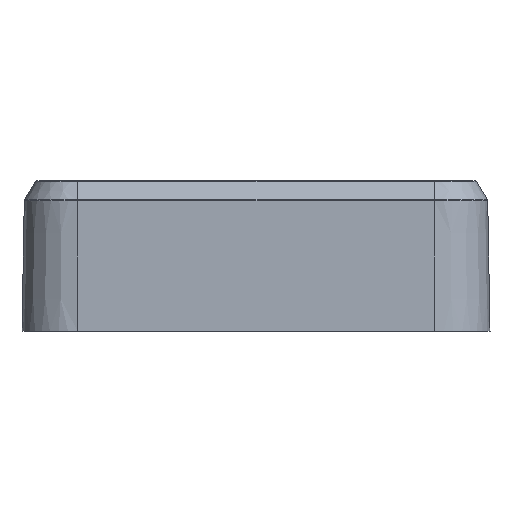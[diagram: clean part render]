
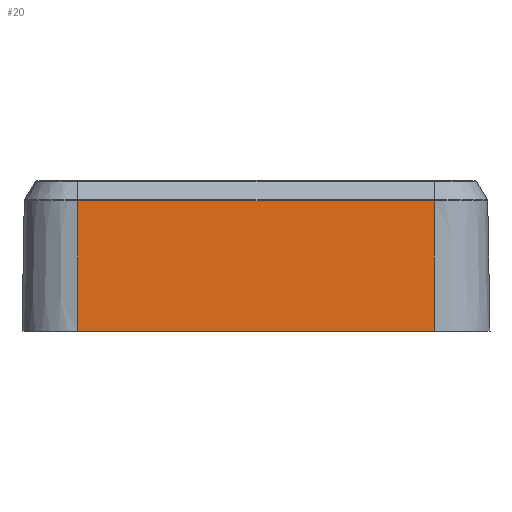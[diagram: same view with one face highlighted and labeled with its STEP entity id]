
A CAD part, left-side view. The second image highlights one B-rep face of the part: STEP entity #20.
In plain terms, the highlighted planar face has unit normal (-1, 0, 0.018).
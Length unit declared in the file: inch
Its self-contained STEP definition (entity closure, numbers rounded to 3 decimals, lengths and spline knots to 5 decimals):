
#20 = ADVANCED_FACE ( 'NONE', ( #5109 ), #369, .T. ) ;
#85 = LINE ( 'NONE', #3853, #3035 ) ;
#142 = EDGE_CURVE ( 'NONE', #2039, #1819, #85, .T. ) ;
#358 = EDGE_CURVE ( 'NONE', #2039, #1899, #1551, .T. ) ;
#369 = PLANE ( 'NONE',  #4110 ) ;
#642 = ORIENTED_EDGE ( 'NONE', *, *, #3878, .T. ) ;
#726 = DIRECTION ( 'NONE',  ( 0., -1., 0. ) ) ;
#1368 = LINE ( 'NONE', #3175, #3730 ) ;
#1378 = CARTESIAN_POINT ( 'NONE',  ( -2.81496, -1.07283, 0. ) ) ;
#1551 = LINE ( 'NONE', #3418, #1871 ) ;
#1819 = VERTEX_POINT ( 'NONE', #5540 ) ;
#1871 = VECTOR ( 'NONE', #4915, 39.37008 ) ;
#1899 = VERTEX_POINT ( 'NONE', #5570 ) ;
#1977 = ORIENTED_EDGE ( 'NONE', *, *, #142, .F. ) ;
#2039 = VERTEX_POINT ( 'NONE', #3073 ) ;
#2139 = EDGE_CURVE ( 'NONE', #1819, #3760, #2978, .T. ) ;
#2262 = DIRECTION ( 'NONE',  ( -1., 0., 0.017 ) ) ;
#2978 = LINE ( 'NONE', #4896, #4001 ) ;
#2995 = ORIENTED_EDGE ( 'NONE', *, *, #2139, .F. ) ;
#3035 = VECTOR ( 'NONE', #3333, 39.37008 ) ;
#3073 = CARTESIAN_POINT ( 'NONE',  ( -2.81496, 1.07283, 0. ) ) ;
#3175 = CARTESIAN_POINT ( 'NONE',  ( -2.81496, -1.07283, 0. ) ) ;
#3333 = DIRECTION ( 'NONE',  ( 0.017, 0., 1. ) ) ;
#3338 = CARTESIAN_POINT ( 'NONE',  ( -2.80126, -1.07283, 0.78478 ) ) ;
#3418 = CARTESIAN_POINT ( 'NONE',  ( -2.81496, 1.07283, 0. ) ) ;
#3482 = EDGE_LOOP ( 'NONE', ( #2995, #1977, #4399, #642 ) ) ;
#3600 = DIRECTION ( 'NONE',  ( 0.017, 0., 1. ) ) ;
#3730 = VECTOR ( 'NONE', #3600, 39.37008 ) ;
#3760 = VERTEX_POINT ( 'NONE', #3338 ) ;
#3853 = CARTESIAN_POINT ( 'NONE',  ( -2.81496, 1.07283, 0. ) ) ;
#3878 = EDGE_CURVE ( 'NONE', #1899, #3760, #1368, .T. ) ;
#4001 = VECTOR ( 'NONE', #726, 39.37008 ) ;
#4110 = AXIS2_PLACEMENT_3D ( 'NONE', #1378, #2262, #5458 ) ;
#4399 = ORIENTED_EDGE ( 'NONE', *, *, #358, .T. ) ;
#4896 = CARTESIAN_POINT ( 'NONE',  ( -2.80126, -0.80463, 0.78478 ) ) ;
#4915 = DIRECTION ( 'NONE',  ( 0., -1., 0. ) ) ;
#5109 = FACE_OUTER_BOUND ( 'NONE', #3482, .T. ) ;
#5458 = DIRECTION ( 'NONE',  ( 0., 1., 0. ) ) ;
#5540 = CARTESIAN_POINT ( 'NONE',  ( -2.80126, 1.07283, 0.78478 ) ) ;
#5570 = CARTESIAN_POINT ( 'NONE',  ( -2.81496, -1.07283, 0. ) ) ;
